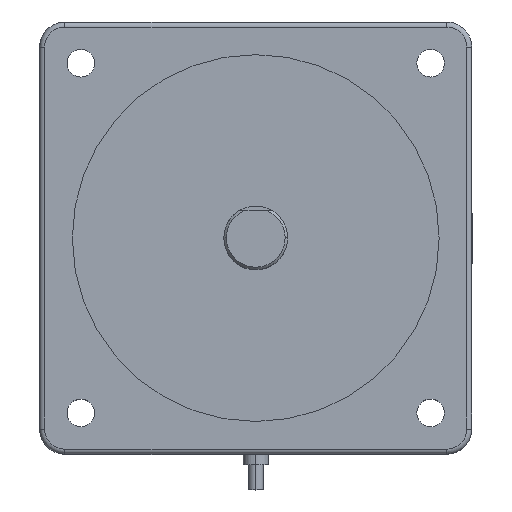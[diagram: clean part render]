
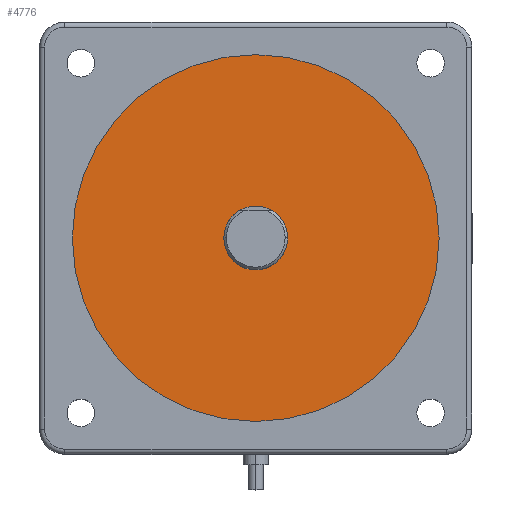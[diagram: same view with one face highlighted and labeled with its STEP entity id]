
A CAD part, top view. The second image highlights one B-rep face of the part: STEP entity #4776.
In plain terms, the highlighted planar face has unit normal (0, 0, 1).
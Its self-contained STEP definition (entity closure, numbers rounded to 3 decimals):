
#49 = AXIS2_PLACEMENT_3D ( 'NONE', #4242, #4191, #4144 ) ;
#77 = AXIS2_PLACEMENT_3D ( 'NONE', #5009, #2753, #7938 ) ;
#79 = ORIENTED_EDGE ( 'NONE', *, *, #1047, .F. ) ;
#141 = CARTESIAN_POINT ( 'NONE',  ( -6.35, 0., 10. ) ) ;
#1012 = VERTEX_POINT ( 'NONE', #8426 ) ;
#1047 = EDGE_CURVE ( 'NONE', #6880, #6265, #2433, .T. ) ;
#1178 = CARTESIAN_POINT ( 'NONE',  ( 6.35, 0., 10. ) ) ;
#1281 = EDGE_LOOP ( 'NONE', ( #7074, #2170 ) ) ;
#1620 = VERTEX_POINT ( 'NONE', #4764 ) ;
#1775 = CARTESIAN_POINT ( 'NONE',  ( 0., 0., 10. ) ) ;
#2170 = ORIENTED_EDGE ( 'NONE', *, *, #4031, .T. ) ;
#2318 = DIRECTION ( 'NONE',  ( 0., 0., 1. ) ) ;
#2330 = CARTESIAN_POINT ( 'NONE',  ( 0., 0., 10. ) ) ;
#2337 = AXIS2_PLACEMENT_3D ( 'NONE', #7783, #7176, #7155 ) ;
#2433 = CIRCLE ( 'NONE', #77, 6.35 ) ;
#2478 = DIRECTION ( 'NONE',  ( 1., 0., 0. ) ) ;
#2753 = DIRECTION ( 'NONE',  ( 0., 0., 1. ) ) ;
#3295 = CIRCLE ( 'NONE', #8511, 36.5 ) ;
#3324 = EDGE_LOOP ( 'NONE', ( #79, #6962 ) ) ;
#3693 = DIRECTION ( 'NONE',  ( 1., 0., 0. ) ) ;
#3954 = CIRCLE ( 'NONE', #8177, 36.5 ) ;
#4031 = EDGE_CURVE ( 'NONE', #1620, #1012, #3954, .T. ) ;
#4144 = DIRECTION ( 'NONE',  ( 1., 0., 0. ) ) ;
#4191 = DIRECTION ( 'NONE',  ( 0., 0., 1. ) ) ;
#4242 = CARTESIAN_POINT ( 'NONE',  ( 0., 0., 10. ) ) ;
#4623 = EDGE_CURVE ( 'NONE', #6265, #6880, #5554, .T. ) ;
#4716 = FACE_BOUND ( 'NONE', #3324, .T. ) ;
#4764 = CARTESIAN_POINT ( 'NONE',  ( 36.5, 0., 10. ) ) ;
#4776 = ADVANCED_FACE ( 'NONE', ( #6689, #4716 ), #7189, .T. ) ;
#5009 = CARTESIAN_POINT ( 'NONE',  ( 0., 0., 10. ) ) ;
#5554 = CIRCLE ( 'NONE', #49, 6.35 ) ;
#6265 = VERTEX_POINT ( 'NONE', #1178 ) ;
#6483 = DIRECTION ( 'NONE',  ( 0., 0., 1. ) ) ;
#6689 = FACE_OUTER_BOUND ( 'NONE', #1281, .T. ) ;
#6880 = VERTEX_POINT ( 'NONE', #141 ) ;
#6962 = ORIENTED_EDGE ( 'NONE', *, *, #4623, .F. ) ;
#7074 = ORIENTED_EDGE ( 'NONE', *, *, #8348, .T. ) ;
#7155 = DIRECTION ( 'NONE',  ( 1., 0., 0. ) ) ;
#7176 = DIRECTION ( 'NONE',  ( 0., 0., 1. ) ) ;
#7189 = PLANE ( 'NONE',  #2337 ) ;
#7783 = CARTESIAN_POINT ( 'NONE',  ( 0., 0., 10. ) ) ;
#7938 = DIRECTION ( 'NONE',  ( 1., 0., 0. ) ) ;
#8177 = AXIS2_PLACEMENT_3D ( 'NONE', #2330, #2318, #3693 ) ;
#8348 = EDGE_CURVE ( 'NONE', #1012, #1620, #3295, .T. ) ;
#8426 = CARTESIAN_POINT ( 'NONE',  ( -36.5, 0., 10. ) ) ;
#8511 = AXIS2_PLACEMENT_3D ( 'NONE', #1775, #6483, #2478 ) ;
